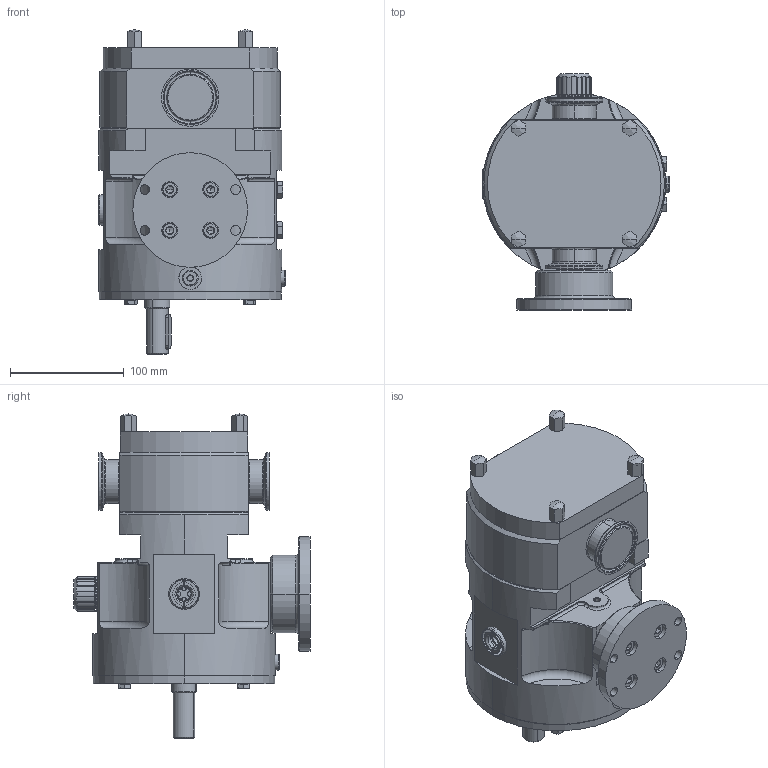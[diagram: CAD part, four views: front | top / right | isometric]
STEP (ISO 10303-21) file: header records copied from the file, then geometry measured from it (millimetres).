
FILE_DESCRIPTION((''),'2;1');
FILE_NAME('0678580016_SW0001','2015-08-27T',('DS'),(''),'PRO/ENGINEER BY PARAMETRIC TECHNOLOGY CORPORATION, 2013150','PRO/ENGINEER BY PARAMETRIC TECHNOLOGY CORPORATION, 2013150','');
FILE_SCHEMA(('CONFIG_CONTROL_DESIGN'));
Length unit declared in the file: millimetre
Products named in the file (1): 0678580016_SW0001
Bounding box: 164.75 x 208 x 285.73 mm (x, y, z)
Volume: 3908791.5 mm3; surface area: 219374.1 mm2
Topology: 1 solids, 4 shells, 776 faces, 1843 edges, 1110 vertices
Faces by surface type: plane 292, cylinder 220, cone 166, torus 66, bspline 32
Entity records: 25897 total; most frequent: CARTESIAN_POINT 8228, DIRECTION 3775, ORIENTED_EDGE 3606, EDGE_CURVE 1803, AXIS2_PLACEMENT_3D 1524, VERTEX_POINT 1111, EDGE_LOOP 874, CIRCLE 780
